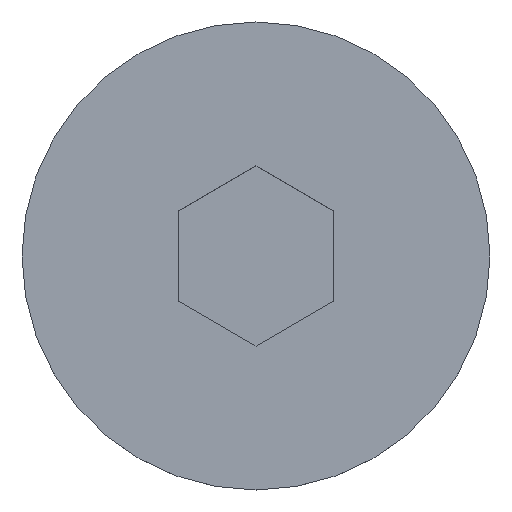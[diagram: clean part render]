
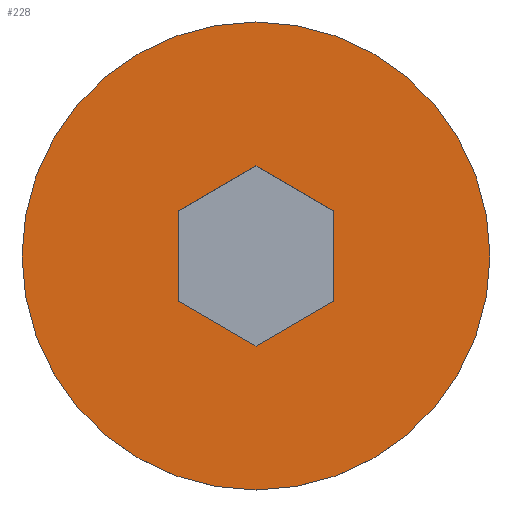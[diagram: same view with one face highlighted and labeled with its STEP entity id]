
A CAD part, top view. The second image highlights one B-rep face of the part: STEP entity #228.
In plain terms, the highlighted planar face has unit normal (0, 0, 1).
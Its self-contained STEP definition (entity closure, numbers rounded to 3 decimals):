
#21 = VERTEX_POINT ( 'NONE', #300 ) ;
#31 = PLANE ( 'NONE',  #267 ) ;
#59 = DIRECTION ( 'NONE',  ( 1., 0., 0. ) ) ;
#61 = FACE_BOUND ( 'NONE', #210, .T. ) ;
#66 = AXIS2_PLACEMENT_3D ( 'NONE', #111, #372, #294 ) ;
#71 = VERTEX_POINT ( 'NONE', #380 ) ;
#79 = CARTESIAN_POINT ( 'NONE',  ( 2., 0., 0. ) ) ;
#84 = LINE ( 'NONE', #429, #268 ) ;
#86 = LINE ( 'NONE', #320, #474 ) ;
#97 = EDGE_CURVE ( 'NONE', #245, #117, #293, .T. ) ;
#103 = DIRECTION ( 'NONE',  ( 0., 0., 1. ) ) ;
#111 = CARTESIAN_POINT ( 'NONE',  ( 0., 0., 0. ) ) ;
#117 = VERTEX_POINT ( 'NONE', #165 ) ;
#125 = DIRECTION ( 'NONE',  ( 0.866, 0.5, 0. ) ) ;
#128 = DIRECTION ( 'NONE',  ( 0., 1., 0. ) ) ;
#129 = ORIENTED_EDGE ( 'NONE', *, *, #443, .F. ) ;
#131 = DIRECTION ( 'NONE',  ( 0.866, -0.5, 0. ) ) ;
#157 = CARTESIAN_POINT ( 'NONE',  ( 6., 0., 0. ) ) ;
#160 = CARTESIAN_POINT ( 'NONE',  ( 0., 2.309, 0. ) ) ;
#164 = CARTESIAN_POINT ( 'NONE',  ( -2., 0., 0. ) ) ;
#165 = CARTESIAN_POINT ( 'NONE',  ( 2., 1.155, 0. ) ) ;
#168 = LINE ( 'NONE', #164, #404 ) ;
#178 = EDGE_CURVE ( 'NONE', #393, #71, #168, .T. ) ;
#185 = ORIENTED_EDGE ( 'NONE', *, *, #97, .T. ) ;
#190 = ORIENTED_EDGE ( 'NONE', *, *, #178, .T. ) ;
#195 = VERTEX_POINT ( 'NONE', #157 ) ;
#200 = EDGE_CURVE ( 'NONE', #71, #245, #84, .T. ) ;
#204 = DIRECTION ( 'NONE',  ( 1., 0., 0. ) ) ;
#210 = EDGE_LOOP ( 'NONE', ( #233, #484, #401, #190, #424, #185 ) ) ;
#214 = EDGE_CURVE ( 'NONE', #21, #195, #446, .T. ) ;
#228 = ADVANCED_FACE ( 'NONE', ( #61, #331 ), #31, .T. ) ;
#229 = LINE ( 'NONE', #79, #323 ) ;
#233 = ORIENTED_EDGE ( 'NONE', *, *, #346, .T. ) ;
#234 = CARTESIAN_POINT ( 'NONE',  ( 0., 0., 0. ) ) ;
#235 = DIRECTION ( 'NONE',  ( 0., 0., -1. ) ) ;
#242 = CARTESIAN_POINT ( 'NONE',  ( 3., 0., 0. ) ) ;
#245 = VERTEX_POINT ( 'NONE', #246 ) ;
#246 = CARTESIAN_POINT ( 'NONE',  ( 0., 2.309, 0. ) ) ;
#249 = CIRCLE ( 'NONE', #66, 6. ) ;
#252 = CARTESIAN_POINT ( 'NONE',  ( -2., -1.155, 0. ) ) ;
#264 = VERTEX_POINT ( 'NONE', #479 ) ;
#265 = EDGE_CURVE ( 'NONE', #264, #393, #86, .T. ) ;
#267 = AXIS2_PLACEMENT_3D ( 'NONE', #242, #103, #204 ) ;
#268 = VECTOR ( 'NONE', #125, 1000. ) ;
#276 = EDGE_CURVE ( 'NONE', #406, #264, #278, .T. ) ;
#278 = LINE ( 'NONE', #362, #366 ) ;
#289 = DIRECTION ( 'NONE',  ( -0.866, 0.5, 0. ) ) ;
#293 = LINE ( 'NONE', #160, #482 ) ;
#294 = DIRECTION ( 'NONE',  ( 1., 0., 0. ) ) ;
#300 = CARTESIAN_POINT ( 'NONE',  ( -6., 0., 0. ) ) ;
#320 = CARTESIAN_POINT ( 'NONE',  ( 0., -2.309, 0. ) ) ;
#323 = VECTOR ( 'NONE', #492, 1000. ) ;
#331 = FACE_OUTER_BOUND ( 'NONE', #377, .T. ) ;
#346 = EDGE_CURVE ( 'NONE', #117, #406, #229, .T. ) ;
#358 = DIRECTION ( 'NONE',  ( -0.866, -0.5, 0. ) ) ;
#362 = CARTESIAN_POINT ( 'NONE',  ( 2., -1.155, 0. ) ) ;
#366 = VECTOR ( 'NONE', #358, 1000. ) ;
#371 = CARTESIAN_POINT ( 'NONE',  ( 2., -1.155, 0. ) ) ;
#372 = DIRECTION ( 'NONE',  ( 0., 0., -1. ) ) ;
#377 = EDGE_LOOP ( 'NONE', ( #129, #442 ) ) ;
#380 = CARTESIAN_POINT ( 'NONE',  ( -2., 1.155, 0. ) ) ;
#393 = VERTEX_POINT ( 'NONE', #252 ) ;
#397 = AXIS2_PLACEMENT_3D ( 'NONE', #234, #235, #59 ) ;
#401 = ORIENTED_EDGE ( 'NONE', *, *, #265, .T. ) ;
#404 = VECTOR ( 'NONE', #128, 1000. ) ;
#406 = VERTEX_POINT ( 'NONE', #371 ) ;
#424 = ORIENTED_EDGE ( 'NONE', *, *, #200, .T. ) ;
#429 = CARTESIAN_POINT ( 'NONE',  ( -2., 1.155, 0. ) ) ;
#442 = ORIENTED_EDGE ( 'NONE', *, *, #214, .F. ) ;
#443 = EDGE_CURVE ( 'NONE', #195, #21, #249, .T. ) ;
#446 = CIRCLE ( 'NONE', #397, 6. ) ;
#474 = VECTOR ( 'NONE', #289, 1000. ) ;
#479 = CARTESIAN_POINT ( 'NONE',  ( 0., -2.309, 0. ) ) ;
#482 = VECTOR ( 'NONE', #131, 1000. ) ;
#484 = ORIENTED_EDGE ( 'NONE', *, *, #276, .T. ) ;
#492 = DIRECTION ( 'NONE',  ( 0., -1., 0. ) ) ;
